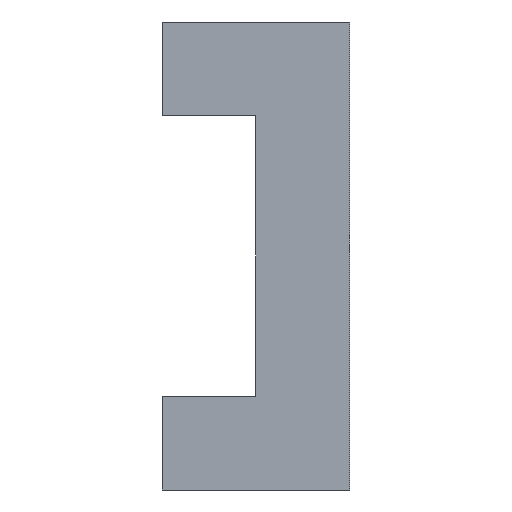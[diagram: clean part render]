
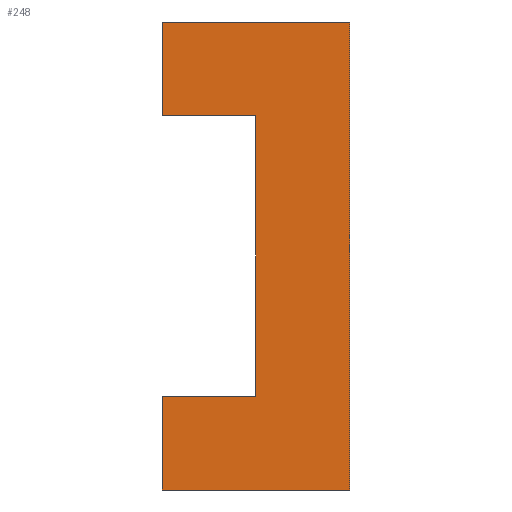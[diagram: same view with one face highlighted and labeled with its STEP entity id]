
A CAD part, left-side view. The second image highlights one B-rep face of the part: STEP entity #248.
In plain terms, the highlighted planar face has unit normal (-1, 0, 0).
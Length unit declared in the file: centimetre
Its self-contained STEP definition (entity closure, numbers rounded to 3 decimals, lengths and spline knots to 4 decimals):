
#4 = CARTESIAN_POINT ( 'NONE',  ( -4.1842, -2.5, -11.6645 ) ) ;
#12 = CARTESIAN_POINT ( 'NONE',  ( -4.1842, 2.5, -1.6645 ) ) ;
#16 = CARTESIAN_POINT ( 'NONE',  ( -4.1842, 2.5, 0.8355 ) ) ;
#17 = VECTOR ( 'NONE', #240, 100. ) ;
#23 = CARTESIAN_POINT ( 'NONE',  ( -4.1842, -2.5, -11.6645 ) ) ;
#27 = EDGE_CURVE ( 'NONE', #155, #347, #61, .T. ) ;
#29 = CARTESIAN_POINT ( 'NONE',  ( -4.1842, 2.5, -9.1645 ) ) ;
#30 = EDGE_LOOP ( 'NONE', ( #97, #190, #70, #211, #215, #50, #204, #76 ) ) ;
#45 = CARTESIAN_POINT ( 'NONE',  ( -4.1842, 2.5, 0. ) ) ;
#48 = CARTESIAN_POINT ( 'NONE',  ( -4.1842, 2.5, 0. ) ) ;
#50 = ORIENTED_EDGE ( 'NONE', *, *, #323, .F. ) ;
#51 = LINE ( 'NONE', #257, #313 ) ;
#53 = CARTESIAN_POINT ( 'NONE',  ( -4.1842, 2.5, -11.6645 ) ) ;
#61 = LINE ( 'NONE', #23, #152 ) ;
#70 = ORIENTED_EDGE ( 'NONE', *, *, #216, .F. ) ;
#74 = LINE ( 'NONE', #45, #129 ) ;
#76 = ORIENTED_EDGE ( 'NONE', *, *, #194, .F. ) ;
#78 = VECTOR ( 'NONE', #340, 100. ) ;
#89 = VERTEX_POINT ( 'NONE', #244 ) ;
#92 = CARTESIAN_POINT ( 'NONE',  ( -4.1842, -2.5, 0.8355 ) ) ;
#97 = ORIENTED_EDGE ( 'NONE', *, *, #156, .T. ) ;
#102 = DIRECTION ( 'NONE',  ( 0., 0., 1. ) ) ;
#105 = PLANE ( 'NONE',  #334 ) ;
#129 = VECTOR ( 'NONE', #102, 100. ) ;
#131 = VERTEX_POINT ( 'NONE', #369 ) ;
#133 = VECTOR ( 'NONE', #326, 100. ) ;
#152 = VECTOR ( 'NONE', #210, 100. ) ;
#155 = VERTEX_POINT ( 'NONE', #4 ) ;
#156 = EDGE_CURVE ( 'NONE', #197, #89, #51, .T. ) ;
#157 = CARTESIAN_POINT ( 'NONE',  ( -4.1842, 0., 0.8355 ) ) ;
#158 = DIRECTION ( 'NONE',  ( 0., 0., 1. ) ) ;
#162 = VERTEX_POINT ( 'NONE', #189 ) ;
#173 = VERTEX_POINT ( 'NONE', #29 ) ;
#175 = VECTOR ( 'NONE', #158, 100. ) ;
#178 = LINE ( 'NONE', #237, #133 ) ;
#189 = CARTESIAN_POINT ( 'NONE',  ( -4.1842, -2.5, 0.8355 ) ) ;
#190 = ORIENTED_EDGE ( 'NONE', *, *, #272, .T. ) ;
#194 = EDGE_CURVE ( 'NONE', #197, #361, #74, .T. ) ;
#197 = VERTEX_POINT ( 'NONE', #12 ) ;
#204 = ORIENTED_EDGE ( 'NONE', *, *, #228, .F. ) ;
#208 = CARTESIAN_POINT ( 'NONE',  ( -4.1842, 2.5, 0. ) ) ;
#210 = DIRECTION ( 'NONE',  ( 0., 1., 0. ) ) ;
#211 = ORIENTED_EDGE ( 'NONE', *, *, #296, .F. ) ;
#215 = ORIENTED_EDGE ( 'NONE', *, *, #27, .F. ) ;
#216 = EDGE_CURVE ( 'NONE', #173, #131, #178, .T. ) ;
#228 = EDGE_CURVE ( 'NONE', #361, #162, #366, .T. ) ;
#237 = CARTESIAN_POINT ( 'NONE',  ( -4.1842, 2.5, -9.1645 ) ) ;
#240 = DIRECTION ( 'NONE',  ( 0., -1., 0. ) ) ;
#244 = CARTESIAN_POINT ( 'NONE',  ( -4.1842, 0., -1.6645 ) ) ;
#248 = ADVANCED_FACE ( 'NONE', ( #354 ), #105, .F. ) ;
#250 = DIRECTION ( 'NONE',  ( 0., -1., 0. ) ) ;
#257 = CARTESIAN_POINT ( 'NONE',  ( -4.1842, 2.5, -1.6645 ) ) ;
#264 = LINE ( 'NONE', #48, #175 ) ;
#269 = VECTOR ( 'NONE', #360, 100. ) ;
#270 = DIRECTION ( 'NONE',  ( 0., 0., -1. ) ) ;
#272 = EDGE_CURVE ( 'NONE', #89, #131, #273, .T. ) ;
#273 = LINE ( 'NONE', #157, #269 ) ;
#296 = EDGE_CURVE ( 'NONE', #347, #173, #264, .T. ) ;
#307 = DIRECTION ( 'NONE',  ( 1., 0., 0. ) ) ;
#313 = VECTOR ( 'NONE', #250, 100. ) ;
#319 = CARTESIAN_POINT ( 'NONE',  ( -4.1842, 2.5, 0.8355 ) ) ;
#322 = LINE ( 'NONE', #92, #78 ) ;
#323 = EDGE_CURVE ( 'NONE', #162, #155, #322, .T. ) ;
#326 = DIRECTION ( 'NONE',  ( 0., -1., 0. ) ) ;
#334 = AXIS2_PLACEMENT_3D ( 'NONE', #208, #307, #270 ) ;
#340 = DIRECTION ( 'NONE',  ( 0., 0., -1. ) ) ;
#347 = VERTEX_POINT ( 'NONE', #53 ) ;
#354 = FACE_OUTER_BOUND ( 'NONE', #30, .T. ) ;
#360 = DIRECTION ( 'NONE',  ( 0., 0., -1. ) ) ;
#361 = VERTEX_POINT ( 'NONE', #319 ) ;
#366 = LINE ( 'NONE', #16, #17 ) ;
#369 = CARTESIAN_POINT ( 'NONE',  ( -4.1842, 0., -9.1645 ) ) ;
